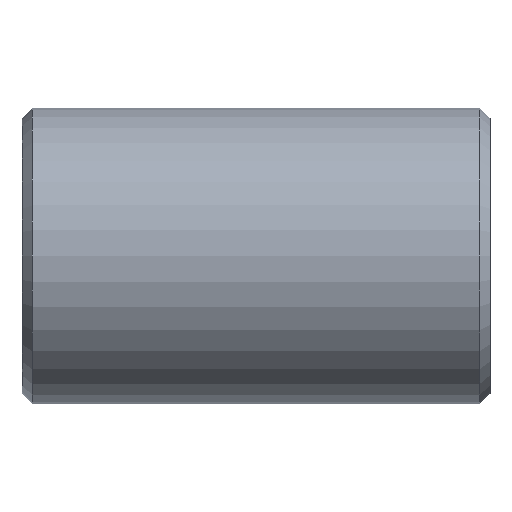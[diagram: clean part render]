
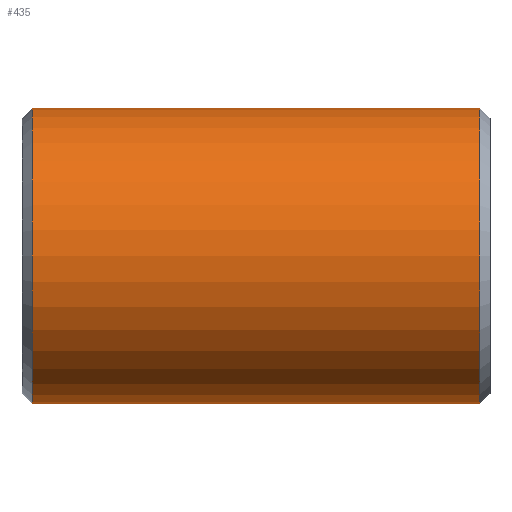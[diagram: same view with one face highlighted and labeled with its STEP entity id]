
A CAD part, front view. The second image highlights one B-rep face of the part: STEP entity #435.
In plain terms, the highlighted cylindrical face has radius 136.525 mm (diameter 273.05 mm), a partial arc.
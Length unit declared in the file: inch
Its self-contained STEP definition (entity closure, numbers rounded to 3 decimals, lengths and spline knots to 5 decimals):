
#11 = VECTOR ( 'NONE', #382, 39.37008 ) ;
#26 = EDGE_CURVE ( 'NONE', #108, #756, #221, .T. ) ;
#46 = CYLINDRICAL_SURFACE ( 'NONE', #864, 5.375 ) ;
#59 = VERTEX_POINT ( 'NONE', #213 ) ;
#63 = ORIENTED_EDGE ( 'NONE', *, *, #131, .T. ) ;
#68 = FACE_OUTER_BOUND ( 'NONE', #741, .T. ) ;
#69 = AXIS2_PLACEMENT_3D ( 'NONE', #228, #562, #831 ) ;
#71 = CARTESIAN_POINT ( 'NONE',  ( -8.125, 0., 5.375 ) ) ;
#108 = VERTEX_POINT ( 'NONE', #812 ) ;
#109 = DIRECTION ( 'NONE',  ( 0., 0., 1. ) ) ;
#131 = EDGE_CURVE ( 'NONE', #59, #108, #638, .T. ) ;
#145 = DIRECTION ( 'NONE',  ( 0., 0., -1. ) ) ;
#181 = CARTESIAN_POINT ( 'NONE',  ( -8.125, 0., -5.375 ) ) ;
#212 = DIRECTION ( 'NONE',  ( -1., 0., 0. ) ) ;
#213 = CARTESIAN_POINT ( 'NONE',  ( 8.125, 0., -5.375 ) ) ;
#221 = LINE ( 'NONE', #622, #526 ) ;
#228 = CARTESIAN_POINT ( 'NONE',  ( -8.125, 0., 0. ) ) ;
#244 = EDGE_CURVE ( 'NONE', #59, #643, #445, .T. ) ;
#346 = EDGE_CURVE ( 'NONE', #756, #643, #423, .T. ) ;
#382 = DIRECTION ( 'NONE',  ( -1., 0., 0. ) ) ;
#423 = CIRCLE ( 'NONE', #69, 5.375 ) ;
#435 = ADVANCED_FACE ( 'NONE', ( #68 ), #46, .T. ) ;
#445 = LINE ( 'NONE', #463, #11 ) ;
#447 = ORIENTED_EDGE ( 'NONE', *, *, #244, .F. ) ;
#463 = CARTESIAN_POINT ( 'NONE',  ( 8.5, 0., -5.375 ) ) ;
#504 = DIRECTION ( 'NONE',  ( -1., 0., 0. ) ) ;
#512 = AXIS2_PLACEMENT_3D ( 'NONE', #624, #212, #145 ) ;
#526 = VECTOR ( 'NONE', #827, 39.37008 ) ;
#562 = DIRECTION ( 'NONE',  ( 1., 0., 0. ) ) ;
#597 = ORIENTED_EDGE ( 'NONE', *, *, #26, .T. ) ;
#622 = CARTESIAN_POINT ( 'NONE',  ( 8.5, 0., 5.375 ) ) ;
#624 = CARTESIAN_POINT ( 'NONE',  ( 8.125, 0., 0. ) ) ;
#638 = CIRCLE ( 'NONE', #512, 5.375 ) ;
#643 = VERTEX_POINT ( 'NONE', #181 ) ;
#741 = EDGE_LOOP ( 'NONE', ( #447, #63, #597, #834 ) ) ;
#756 = VERTEX_POINT ( 'NONE', #71 ) ;
#812 = CARTESIAN_POINT ( 'NONE',  ( 8.125, 0., 5.375 ) ) ;
#827 = DIRECTION ( 'NONE',  ( -1., 0., 0. ) ) ;
#831 = DIRECTION ( 'NONE',  ( 0., 0., 1. ) ) ;
#834 = ORIENTED_EDGE ( 'NONE', *, *, #346, .T. ) ;
#857 = CARTESIAN_POINT ( 'NONE',  ( 8.5, 0., 0. ) ) ;
#864 = AXIS2_PLACEMENT_3D ( 'NONE', #857, #504, #109 ) ;
